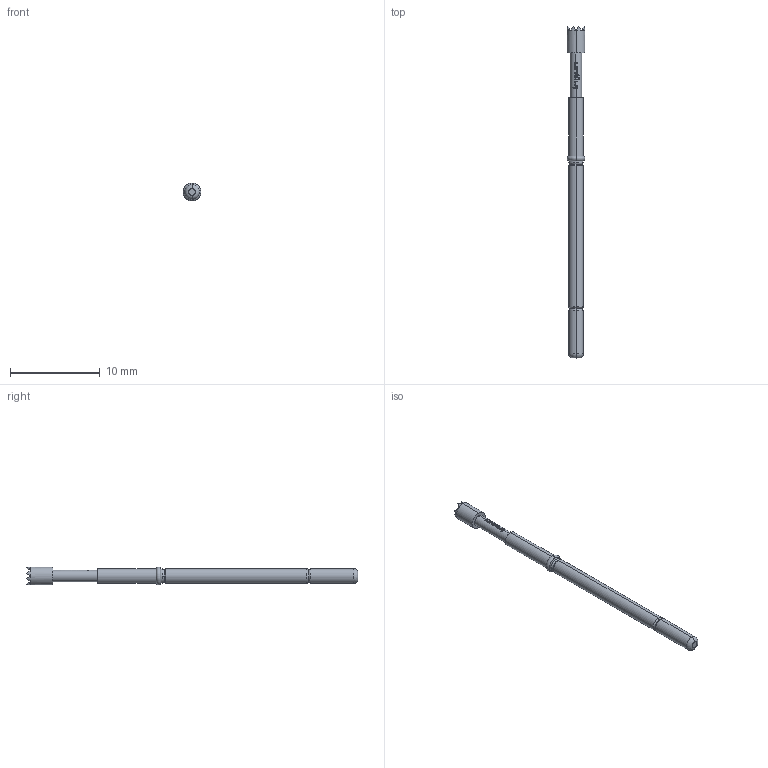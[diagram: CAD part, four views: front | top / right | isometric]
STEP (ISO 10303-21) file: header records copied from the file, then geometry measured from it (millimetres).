
FILE_DESCRIPTION (( 'STEP AP203' ), '1' );
FILE_NAME ('INGUN_GKS-912_306_200_R_xx07.STEP', '2021-10-20T07:10:55', ( 'ochi' ), ( '' ), 'SwSTEP 2.0', 'SolidWorks 2018', '' );
FILE_SCHEMA (( 'CONFIG_CONTROL_DESIGN' ));
Length unit declared in the file: millimetre
Products named in the file (1): INGUN_GKS-912_306_200_R_xx07
Bounding box: 2 x 37 x 2 mm (x, y, z)
Volume: 76.6 mm3; surface area: 199.2 mm2
Topology: 1 solids, 1 shells, 167 faces, 413 edges, 251 vertices
Faces by surface type: plane 66, bspline 55, cylinder 22, torus 12, cone 12
Entity records: 5983 total; most frequent: CARTESIAN_POINT 2680, ORIENTED_EDGE 826, DIRECTION 435, EDGE_CURVE 413, VERTEX_POINT 251, B_SPLINE_CURVE_WITH_KNOTS 204, EDGE_LOOP 170, AXIS2_PLACEMENT_3D 169
